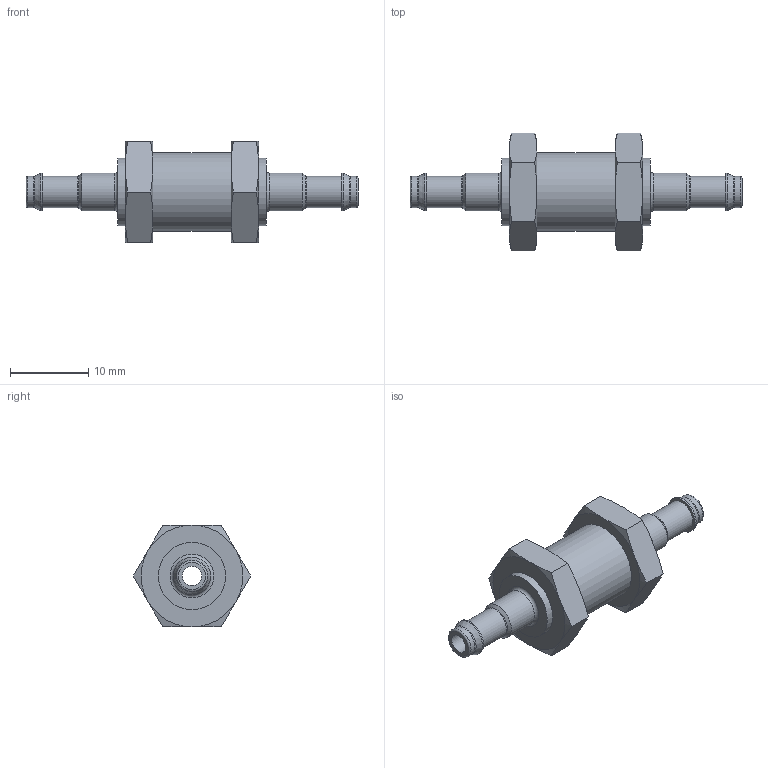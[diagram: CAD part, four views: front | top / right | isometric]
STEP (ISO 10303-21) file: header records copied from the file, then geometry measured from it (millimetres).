
FILE_DESCRIPTION(/* description */ ('STEP AP214'),/* implementation_level */ '2;1');
FILE_NAME(/* name */ '11973_SCN-PK-4',/* time_stamp */ '2024-09-10T21:07:23+02:00',/* author */ ('License CC BY-ND 4.0'),/* organization */ ('CADENAS'),/* preprocessor_version */ 'ST-DEVELOPER v19.3',/* originating_system */ 'PARTsolutions',/* authorisation */ ' ');
FILE_SCHEMA (('AUTOMOTIVE_DESIGN {1 0 10303 214 3 1 1}'));
Length unit declared in the file: millimetre
Products named in the file (1): 11973 SCN-PK-4
Bounding box: 42.4 x 15.01 x 13 mm (x, y, z)
Volume: 2068 mm3; surface area: 1740.5 mm2
Topology: 1 solids, 1 shells, 70 faces, 140 edges, 80 vertices
Faces by surface type: cone 28, plane 22, cylinder 12, torus 8
Full cylindrical faces by diameter (mm): 2.5 x1, 4 x4, 4.8 x4, 8.6 x2, 10 x1
Entity records: 1742 total; most frequent: CARTESIAN_POINT 411, DIRECTION 266, ORIENTED_EDGE 232, AXIS2_PLACEMENT_3D 127, EDGE_CURVE 116, EDGE_LOOP 104, FACE_BOUND 104, VERTEX_POINT 80
